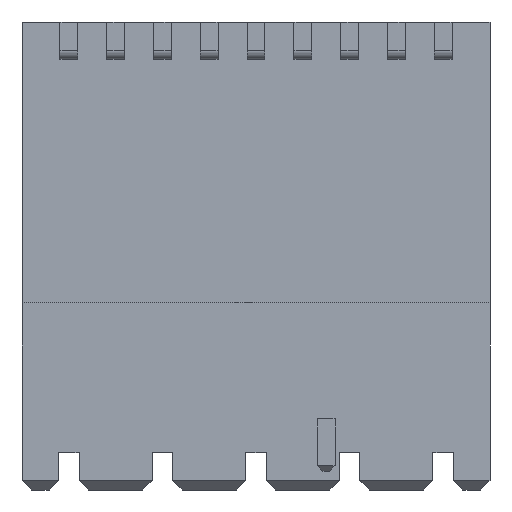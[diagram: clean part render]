
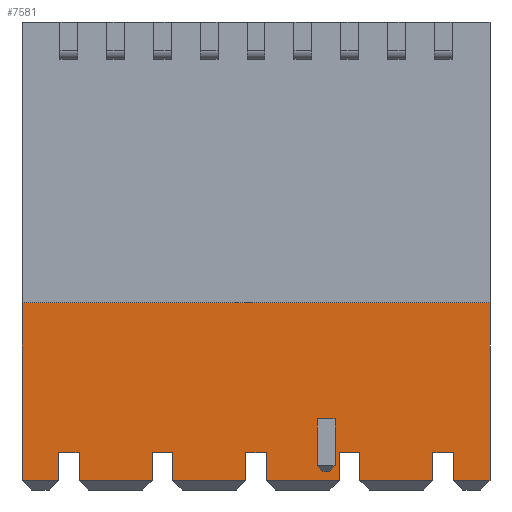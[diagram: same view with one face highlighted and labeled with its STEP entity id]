
A CAD part, front view. The second image highlights one B-rep face of the part: STEP entity #7581.
In plain terms, the highlighted planar face has unit normal (0, -1, 0).
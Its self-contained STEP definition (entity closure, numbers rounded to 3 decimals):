
#1850=ORIENTED_EDGE('',*,*,#3225,.F.);
#1851=ORIENTED_EDGE('',*,*,#3226,.T.);
#1852=ORIENTED_EDGE('',*,*,#3227,.T.);
#1853=ORIENTED_EDGE('',*,*,#3228,.T.);
#1854=ORIENTED_EDGE('',*,*,#3229,.F.);
#1855=ORIENTED_EDGE('',*,*,#3230,.T.);
#1856=ORIENTED_EDGE('',*,*,#2640,.F.);
#1857=ORIENTED_EDGE('',*,*,#2564,.T.);
#1858=ORIENTED_EDGE('',*,*,#2648,.T.);
#1859=ORIENTED_EDGE('',*,*,#3223,.T.);
#1860=ORIENTED_EDGE('',*,*,#3184,.T.);
#1861=ORIENTED_EDGE('',*,*,#3182,.F.);
#1862=ORIENTED_EDGE('',*,*,#3188,.F.);
#1863=ORIENTED_EDGE('',*,*,#3179,.T.);
#1864=ORIENTED_EDGE('',*,*,#3177,.F.);
#1865=ORIENTED_EDGE('',*,*,#3175,.T.);
#1866=ORIENTED_EDGE('',*,*,#3171,.T.);
#1867=ORIENTED_EDGE('',*,*,#3170,.T.);
#1868=ORIENTED_EDGE('',*,*,#3168,.F.);
#1869=ORIENTED_EDGE('',*,*,#3166,.T.);
#1870=ORIENTED_EDGE('',*,*,#3162,.T.);
#1871=ORIENTED_EDGE('',*,*,#3161,.T.);
#1872=ORIENTED_EDGE('',*,*,#3160,.F.);
#1873=ORIENTED_EDGE('',*,*,#3158,.T.);
#1874=ORIENTED_EDGE('',*,*,#3156,.T.);
#1875=ORIENTED_EDGE('',*,*,#3155,.T.);
#1876=ORIENTED_EDGE('',*,*,#3154,.F.);
#1877=ORIENTED_EDGE('',*,*,#3152,.T.);
#1878=ORIENTED_EDGE('',*,*,#3150,.T.);
#1879=ORIENTED_EDGE('',*,*,#3222,.T.);
#2564=EDGE_CURVE('',#3547,#3546,#4304,.T.);
#2640=EDGE_CURVE('',#3547,#3530,#4380,.T.);
#2648=EDGE_CURVE('',#3546,#3538,#4388,.T.);
#3150=EDGE_CURVE('',#3935,#3934,#4890,.T.);
#3152=EDGE_CURVE('',#3936,#3935,#4892,.T.);
#3154=EDGE_CURVE('',#3936,#3807,#4894,.T.);
#3155=EDGE_CURVE('',#3812,#3807,#4895,.T.);
#3156=EDGE_CURVE('',#3937,#3812,#4896,.T.);
#3158=EDGE_CURVE('',#3938,#3937,#4898,.T.);
#3160=EDGE_CURVE('',#3938,#3822,#4900,.T.);
#3161=EDGE_CURVE('',#3827,#3822,#4901,.T.);
#3162=EDGE_CURVE('',#3939,#3827,#4902,.T.);
#3166=EDGE_CURVE('',#3942,#3939,#4906,.T.);
#3168=EDGE_CURVE('',#3942,#3837,#4908,.T.);
#3170=EDGE_CURVE('',#3842,#3837,#4910,.T.);
#3171=EDGE_CURVE('',#3943,#3842,#4911,.T.);
#3175=EDGE_CURVE('',#3946,#3943,#4915,.T.);
#3177=EDGE_CURVE('',#3946,#3852,#4917,.T.);
#3179=EDGE_CURVE('',#3866,#3852,#4919,.T.);
#3182=EDGE_CURVE('',#3948,#3947,#4922,.T.);
#3184=EDGE_CURVE('',#3915,#3947,#4924,.T.);
#3188=EDGE_CURVE('',#3866,#3948,#4928,.T.);
#3222=EDGE_CURVE('',#3934,#3530,#4962,.T.);
#3223=EDGE_CURVE('',#3538,#3915,#4963,.T.);
#3225=EDGE_CURVE('',#3960,#3961,#4965,.T.);
#3226=EDGE_CURVE('',#3960,#3962,#4966,.T.);
#3227=EDGE_CURVE('',#3962,#3963,#4967,.T.);
#3228=EDGE_CURVE('',#3963,#3964,#4968,.F.);
#3229=EDGE_CURVE('',#3965,#3964,#4969,.T.);
#3230=EDGE_CURVE('',#3965,#3961,#4970,.F.);
#3530=VERTEX_POINT('',#10583);
#3538=VERTEX_POINT('',#10605);
#3546=VERTEX_POINT('',#10623);
#3547=VERTEX_POINT('',#10625);
#3807=VERTEX_POINT('',#11392);
#3812=VERTEX_POINT('',#11406);
#3822=VERTEX_POINT('',#11434);
#3827=VERTEX_POINT('',#11448);
#3837=VERTEX_POINT('',#11476);
#3842=VERTEX_POINT('',#11490);
#3852=VERTEX_POINT('',#11518);
#3866=VERTEX_POINT('',#11562);
#3915=VERTEX_POINT('',#11733);
#3934=VERTEX_POINT('',#11793);
#3935=VERTEX_POINT('',#11795);
#3936=VERTEX_POINT('',#11799);
#3937=VERTEX_POINT('',#11807);
#3938=VERTEX_POINT('',#11811);
#3939=VERTEX_POINT('',#11819);
#3942=VERTEX_POINT('',#11827);
#3943=VERTEX_POINT('',#11836);
#3946=VERTEX_POINT('',#11844);
#3947=VERTEX_POINT('',#11853);
#3948=VERTEX_POINT('',#11855);
#3960=VERTEX_POINT('',#11941);
#3961=VERTEX_POINT('',#11942);
#3962=VERTEX_POINT('',#11944);
#3963=VERTEX_POINT('',#11946);
#3964=VERTEX_POINT('',#11948);
#3965=VERTEX_POINT('',#11950);
#4304=LINE('',#10624,#5342);
#4380=LINE('',#10781,#5418);
#4388=LINE('',#10794,#5426);
#4890=LINE('',#11794,#5928);
#4892=LINE('',#11798,#5930);
#4894=LINE('',#11802,#5932);
#4895=LINE('',#11804,#5933);
#4896=LINE('',#11806,#5934);
#4898=LINE('',#11810,#5936);
#4900=LINE('',#11814,#5938);
#4901=LINE('',#11816,#5939);
#4902=LINE('',#11818,#5940);
#4906=LINE('',#11826,#5944);
#4908=LINE('',#11830,#5946);
#4910=LINE('',#11833,#5948);
#4911=LINE('',#11835,#5949);
#4915=LINE('',#11843,#5953);
#4917=LINE('',#11847,#5955);
#4919=LINE('',#11850,#5957);
#4922=LINE('',#11856,#5960);
#4924=LINE('',#11860,#5962);
#4928=LINE('',#11866,#5966);
#4962=LINE('',#11934,#6000);
#4963=LINE('',#11937,#6001);
#4965=LINE('',#11940,#6003);
#4966=LINE('',#11943,#6004);
#4967=LINE('',#11945,#6005);
#4968=LINE('',#11947,#6006);
#4969=LINE('',#11949,#6007);
#4970=LINE('',#11951,#6008);
#5342=VECTOR('',#8631,1000.);
#5418=VECTOR('',#8761,1000.);
#5426=VECTOR('',#8775,1000.);
#5928=VECTOR('',#9609,1000.);
#5930=VECTOR('',#9613,1000.);
#5932=VECTOR('',#9617,1000.);
#5933=VECTOR('',#9620,1000.);
#5934=VECTOR('',#9623,1000.);
#5936=VECTOR('',#9627,1000.);
#5938=VECTOR('',#9631,1000.);
#5939=VECTOR('',#9634,1000.);
#5940=VECTOR('',#9637,1000.);
#5944=VECTOR('',#9643,1000.);
#5946=VECTOR('',#9647,1000.);
#5948=VECTOR('',#9651,1000.);
#5949=VECTOR('',#9654,1000.);
#5953=VECTOR('',#9660,1000.);
#5955=VECTOR('',#9664,1000.);
#5957=VECTOR('',#9668,1000.);
#5960=VECTOR('',#9673,1000.);
#5962=VECTOR('',#9679,1000.);
#5966=VECTOR('',#9687,1000.);
#6000=VECTOR('',#9767,1000.);
#6001=VECTOR('',#9772,1000.);
#6003=VECTOR('',#9776,1000.);
#6004=VECTOR('',#9777,1000.);
#6005=VECTOR('',#9778,1000.);
#6006=VECTOR('',#9779,1000.);
#6007=VECTOR('',#9780,1000.);
#6008=VECTOR('',#9781,1000.);
#6423=EDGE_LOOP('',(#1850,#1851,#1852,#1853,#1854,#1855));
#6424=EDGE_LOOP('',(#1856,#1857,#1858,#1859,#1860,#1861,#1862,#1863,#1864,
#1865,#1866,#1867,#1868,#1869,#1870,#1871,#1872,#1873,#1874,#1875,#1876,
#1877,#1878,#1879));
#6823=FACE_BOUND('',#6423,.T.);
#6824=FACE_BOUND('',#6424,.T.);
#7199=PLANE('',#8013);
#7581=ADVANCED_FACE('',(#6823,#6824),#7199,.F.);
#8013=AXIS2_PLACEMENT_3D('',#11939,#9774,#9775);
#8631=DIRECTION('',(1.,0.,0.));
#8761=DIRECTION('',(0.,0.,-1.));
#8775=DIRECTION('',(0.,0.,-1.));
#9609=DIRECTION('',(0.,0.,-1.));
#9613=DIRECTION('',(1.,0.,0.));
#9617=DIRECTION('',(0.,0.,-1.));
#9620=DIRECTION('',(1.,0.,0.));
#9623=DIRECTION('',(0.,0.,-1.));
#9627=DIRECTION('',(1.,0.,0.));
#9631=DIRECTION('',(0.,0.,-1.));
#9634=DIRECTION('',(1.,0.,0.));
#9637=DIRECTION('',(0.,0.,-1.));
#9643=DIRECTION('',(1.,0.,0.));
#9647=DIRECTION('',(0.,0.,-1.));
#9651=DIRECTION('',(1.,0.,0.));
#9654=DIRECTION('',(0.,0.,-1.));
#9660=DIRECTION('',(1.,0.,0.));
#9664=DIRECTION('',(0.,0.,-1.));
#9668=DIRECTION('',(1.,0.,0.));
#9673=DIRECTION('',(1.,0.,0.));
#9679=DIRECTION('',(0.,0.,1.));
#9687=DIRECTION('',(0.,0.,1.));
#9767=DIRECTION('',(1.,0.,0.));
#9772=DIRECTION('',(1.,0.,0.));
#9774=DIRECTION('',(0.,1.,0.));
#9775=DIRECTION('',(0.,0.,1.));
#9776=DIRECTION('',(0.,0.,-1.));
#9777=DIRECTION('',(1.,0.,0.));
#9778=DIRECTION('',(0.,0.,-1.));
#9779=DIRECTION('',(0.707,0.,0.707));
#9780=DIRECTION('',(1.,0.,0.));
#9781=DIRECTION('',(0.707,0.,-0.707));
#10583=CARTESIAN_POINT('',(9.45,-4.5,-12.));
#10605=CARTESIAN_POINT('',(10.55,-4.5,-12.));
#10623=CARTESIAN_POINT('',(10.55,-4.5,-10.5));
#10624=CARTESIAN_POINT('',(-12.5,-4.5,-10.5));
#10625=CARTESIAN_POINT('',(9.45,-4.5,-10.5));
#10781=CARTESIAN_POINT('',(9.45,-4.5,-10.5));
#10794=CARTESIAN_POINT('',(10.55,-4.5,-10.5));
#11392=CARTESIAN_POINT('',(4.45,-4.5,-12.));
#11406=CARTESIAN_POINT('',(0.55,-4.5,-12.));
#11434=CARTESIAN_POINT('',(-0.55,-4.5,-12.));
#11448=CARTESIAN_POINT('',(-4.45,-4.5,-12.));
#11476=CARTESIAN_POINT('',(-5.55,-4.5,-12.));
#11490=CARTESIAN_POINT('',(-9.45,-4.5,-12.));
#11518=CARTESIAN_POINT('',(-10.55,-4.5,-12.));
#11562=CARTESIAN_POINT('',(-12.5,-4.5,-12.));
#11733=CARTESIAN_POINT('',(12.5,-4.5,-12.));
#11793=CARTESIAN_POINT('',(5.55,-4.5,-12.));
#11794=CARTESIAN_POINT('',(5.55,-4.5,-10.5));
#11795=CARTESIAN_POINT('',(5.55,-4.5,-10.5));
#11798=CARTESIAN_POINT('',(-2.5,-4.5,-10.5));
#11799=CARTESIAN_POINT('',(4.45,-4.5,-10.5));
#11802=CARTESIAN_POINT('',(4.45,-4.5,-10.5));
#11804=CARTESIAN_POINT('',(-12.5,-4.5,-12.));
#11806=CARTESIAN_POINT('',(0.55,-4.5,-10.5));
#11807=CARTESIAN_POINT('',(0.55,-4.5,-10.5));
#11810=CARTESIAN_POINT('',(-7.5,-4.5,-10.5));
#11811=CARTESIAN_POINT('',(-0.55,-4.5,-10.5));
#11814=CARTESIAN_POINT('',(-0.55,-4.5,-10.5));
#11816=CARTESIAN_POINT('',(-12.5,-4.5,-12.));
#11818=CARTESIAN_POINT('',(-4.45,-4.5,-10.5));
#11819=CARTESIAN_POINT('',(-4.45,-4.5,-10.5));
#11826=CARTESIAN_POINT('',(-12.5,-4.5,-10.5));
#11827=CARTESIAN_POINT('',(-5.55,-4.5,-10.5));
#11830=CARTESIAN_POINT('',(-5.55,-4.5,-10.5));
#11833=CARTESIAN_POINT('',(-12.5,-4.5,-12.));
#11835=CARTESIAN_POINT('',(-9.45,-4.5,-10.5));
#11836=CARTESIAN_POINT('',(-9.45,-4.5,-10.5));
#11843=CARTESIAN_POINT('',(-10.55,-4.5,-10.5));
#11844=CARTESIAN_POINT('',(-10.55,-4.5,-10.5));
#11847=CARTESIAN_POINT('',(-10.55,-4.5,-10.5));
#11850=CARTESIAN_POINT('',(-12.5,-4.5,-12.));
#11853=CARTESIAN_POINT('',(12.5,-4.5,-2.5));
#11855=CARTESIAN_POINT('',(-12.5,-4.5,-2.5));
#11856=CARTESIAN_POINT('',(-12.5,-4.5,-2.5));
#11860=CARTESIAN_POINT('',(12.5,-4.5,-2.5));
#11866=CARTESIAN_POINT('',(-12.5,-4.5,-2.5));
#11934=CARTESIAN_POINT('',(-12.5,-4.5,-12.));
#11937=CARTESIAN_POINT('',(-12.5,-4.5,-12.));
#11939=CARTESIAN_POINT('',(-12.5,-4.5,-2.5));
#11940=CARTESIAN_POINT('',(3.275,-4.5,-8.7));
#11941=CARTESIAN_POINT('',(3.275,-4.5,-8.7));
#11942=CARTESIAN_POINT('',(3.275,-4.5,-11.2));
#11943=CARTESIAN_POINT('',(3.275,-4.5,-8.7));
#11944=CARTESIAN_POINT('',(4.225,-4.5,-8.7));
#11945=CARTESIAN_POINT('',(4.225,-4.5,-8.7));
#11946=CARTESIAN_POINT('',(4.225,-4.5,-11.2));
#11947=CARTESIAN_POINT('',(0.212,-4.5,-15.213));
#11948=CARTESIAN_POINT('',(3.925,-4.5,-11.5));
#11949=CARTESIAN_POINT('',(3.275,-4.5,-11.5));
#11950=CARTESIAN_POINT('',(3.575,-4.5,-11.5));
#11951=CARTESIAN_POINT('',(-8.963,-4.5,1.038));
